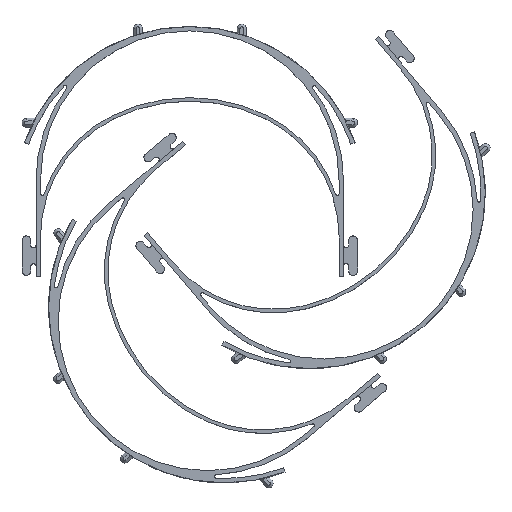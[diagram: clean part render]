
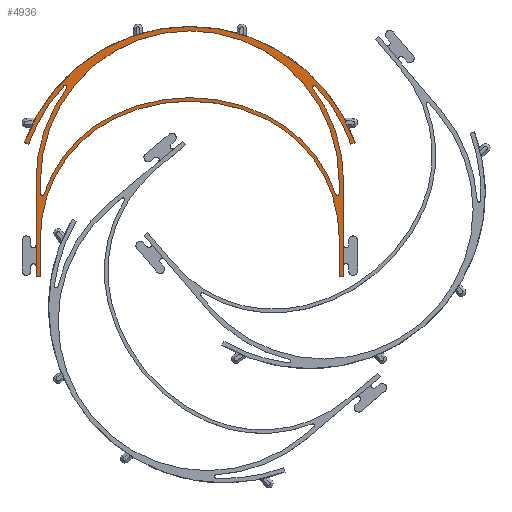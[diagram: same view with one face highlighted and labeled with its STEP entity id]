
A CAD part, top view. The second image highlights one B-rep face of the part: STEP entity #4936.
In plain terms, the highlighted planar face has unit normal (0, 0, 1).
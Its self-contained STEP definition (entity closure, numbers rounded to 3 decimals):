
#58=FACE_BOUND('',#790,.T.);
#508=FACE_OUTER_BOUND('',#789,.T.);
#789=EDGE_LOOP('',(#4479,#4480,#4481,#4482,#4483,#4484,#4485,#4486,#4487,
#4488,#4489,#4490,#4491,#4492,#4493,#4494,#4495,#4496));
#790=EDGE_LOOP('',(#4497,#4498,#4499,#4500,#4501,#4502,#4503,#4504));
#951=CIRCLE('',#5386,1.);
#952=CIRCLE('',#5388,97.5);
#953=CIRCLE('',#5391,100.);
#958=CIRCLE('',#5414,97.5);
#959=CIRCLE('',#5416,1.);
#960=CIRCLE('',#5418,87.5);
#961=CIRCLE('',#5421,1.);
#974=CIRCLE('',#5487,87.5);
#975=CIRCLE('',#5490,77.);
#976=CIRCLE('',#5492,99.5);
#977=CIRCLE('',#5494,77.);
#978=CIRCLE('',#5498,75.);
#979=CIRCLE('',#5500,97.5);
#980=CIRCLE('',#5502,75.);
#981=CIRCLE('',#5506,1.);
#982=CIRCLE('',#5509,85.);
#1324=LINE('',#8246,#1762);
#1335=LINE('',#8306,#1773);
#1340=LINE('',#8323,#1778);
#1401=LINE('',#8484,#1839);
#1406=LINE('',#8500,#1844);
#1408=LINE('',#8504,#1846);
#1413=LINE('',#8520,#1851);
#1415=LINE('',#8523,#1853);
#1417=LINE('',#8530,#1855);
#1420=LINE('',#8537,#1858);
#1762=VECTOR('',#6730,10.);
#1773=VECTOR('',#6787,10.);
#1778=VECTOR('',#6806,10.);
#1839=VECTOR('',#7005,10.);
#1844=VECTOR('',#7024,10.);
#1846=VECTOR('',#7028,10.);
#1851=VECTOR('',#7047,10.);
#1853=VECTOR('',#7051,10.);
#1855=VECTOR('',#7059,10.);
#1858=VECTOR('',#7068,10.);
#2249=VERTEX_POINT('',#8235);
#2250=VERTEX_POINT('',#8236);
#2251=VERTEX_POINT('',#8241);
#2252=VERTEX_POINT('',#8245);
#2253=VERTEX_POINT('',#8249);
#2278=VERTEX_POINT('',#8305);
#2279=VERTEX_POINT('',#8309);
#2280=VERTEX_POINT('',#8313);
#2281=VERTEX_POINT('',#8317);
#2282=VERTEX_POINT('',#8321);
#2283=VERTEX_POINT('',#8322);
#2285=VERTEX_POINT('',#8330);
#2286=VERTEX_POINT('',#8331);
#2314=VERTEX_POINT('',#8483);
#2315=VERTEX_POINT('',#8487);
#2316=VERTEX_POINT('',#8491);
#2317=VERTEX_POINT('',#8495);
#2318=VERTEX_POINT('',#8499);
#2319=VERTEX_POINT('',#8503);
#2320=VERTEX_POINT('',#8507);
#2321=VERTEX_POINT('',#8511);
#2322=VERTEX_POINT('',#8515);
#2323=VERTEX_POINT('',#8519);
#2324=VERTEX_POINT('',#8525);
#2325=VERTEX_POINT('',#8529);
#2326=VERTEX_POINT('',#8533);
#2901=EDGE_CURVE('',#2249,#2250,#951,.T.);
#2904=EDGE_CURVE('',#2251,#2249,#952,.T.);
#2906=EDGE_CURVE('',#2252,#2251,#1324,.T.);
#2908=EDGE_CURVE('',#2253,#2252,#953,.T.);
#2938=EDGE_CURVE('',#2278,#2253,#1335,.T.);
#2940=EDGE_CURVE('',#2279,#2278,#958,.T.);
#2942=EDGE_CURVE('',#2280,#2279,#959,.T.);
#2944=EDGE_CURVE('',#2281,#2280,#960,.T.);
#2946=EDGE_CURVE('',#2282,#2283,#1340,.T.);
#2951=EDGE_CURVE('',#2285,#2286,#961,.T.);
#3024=EDGE_CURVE('',#2250,#2282,#974,.T.);
#3025=EDGE_CURVE('',#2314,#2281,#1401,.T.);
#3027=EDGE_CURVE('',#2286,#2315,#975,.T.);
#3029=EDGE_CURVE('',#2315,#2316,#976,.T.);
#3031=EDGE_CURVE('',#2316,#2317,#977,.T.);
#3033=EDGE_CURVE('',#2283,#2318,#1406,.T.);
#3035=EDGE_CURVE('',#2318,#2319,#1408,.T.);
#3037=EDGE_CURVE('',#2319,#2320,#978,.T.);
#3039=EDGE_CURVE('',#2320,#2321,#979,.T.);
#3041=EDGE_CURVE('',#2321,#2322,#980,.T.);
#3043=EDGE_CURVE('',#2322,#2323,#1413,.T.);
#3045=EDGE_CURVE('',#2323,#2314,#1415,.T.);
#3046=EDGE_CURVE('',#2317,#2324,#981,.T.);
#3048=EDGE_CURVE('',#2324,#2325,#1417,.T.);
#3050=EDGE_CURVE('',#2325,#2326,#982,.T.);
#3052=EDGE_CURVE('',#2326,#2285,#1420,.T.);
#4479=ORIENTED_EDGE('',*,*,#3025,.T.);
#4480=ORIENTED_EDGE('',*,*,#2944,.T.);
#4481=ORIENTED_EDGE('',*,*,#2942,.T.);
#4482=ORIENTED_EDGE('',*,*,#2940,.T.);
#4483=ORIENTED_EDGE('',*,*,#2938,.T.);
#4484=ORIENTED_EDGE('',*,*,#2908,.T.);
#4485=ORIENTED_EDGE('',*,*,#2906,.T.);
#4486=ORIENTED_EDGE('',*,*,#2904,.T.);
#4487=ORIENTED_EDGE('',*,*,#2901,.T.);
#4488=ORIENTED_EDGE('',*,*,#3024,.T.);
#4489=ORIENTED_EDGE('',*,*,#2946,.T.);
#4490=ORIENTED_EDGE('',*,*,#3033,.T.);
#4491=ORIENTED_EDGE('',*,*,#3035,.T.);
#4492=ORIENTED_EDGE('',*,*,#3037,.T.);
#4493=ORIENTED_EDGE('',*,*,#3039,.T.);
#4494=ORIENTED_EDGE('',*,*,#3041,.T.);
#4495=ORIENTED_EDGE('',*,*,#3043,.T.);
#4496=ORIENTED_EDGE('',*,*,#3045,.T.);
#4497=ORIENTED_EDGE('',*,*,#3046,.T.);
#4498=ORIENTED_EDGE('',*,*,#3048,.T.);
#4499=ORIENTED_EDGE('',*,*,#3050,.T.);
#4500=ORIENTED_EDGE('',*,*,#3052,.T.);
#4501=ORIENTED_EDGE('',*,*,#2951,.T.);
#4502=ORIENTED_EDGE('',*,*,#3027,.T.);
#4503=ORIENTED_EDGE('',*,*,#3029,.T.);
#4504=ORIENTED_EDGE('',*,*,#3031,.T.);
#4666=PLANE('',#5511);
#4936=ADVANCED_FACE('',(#508,#58),#4666,.T.);
#5386=AXIS2_PLACEMENT_3D('',#8237,#6719,#6720);
#5388=AXIS2_PLACEMENT_3D('',#8242,#6725,#6726);
#5391=AXIS2_PLACEMENT_3D('',#8250,#6734,#6735);
#5414=AXIS2_PLACEMENT_3D('',#8310,#6791,#6792);
#5416=AXIS2_PLACEMENT_3D('',#8314,#6796,#6797);
#5418=AXIS2_PLACEMENT_3D('',#8318,#6801,#6802);
#5421=AXIS2_PLACEMENT_3D('',#8332,#6813,#6814);
#5487=AXIS2_PLACEMENT_3D('',#8481,#7001,#7002);
#5490=AXIS2_PLACEMENT_3D('',#8488,#7009,#7010);
#5492=AXIS2_PLACEMENT_3D('',#8492,#7014,#7015);
#5494=AXIS2_PLACEMENT_3D('',#8496,#7019,#7020);
#5498=AXIS2_PLACEMENT_3D('',#8508,#7032,#7033);
#5500=AXIS2_PLACEMENT_3D('',#8512,#7037,#7038);
#5502=AXIS2_PLACEMENT_3D('',#8516,#7042,#7043);
#5506=AXIS2_PLACEMENT_3D('',#8526,#7054,#7055);
#5509=AXIS2_PLACEMENT_3D('',#8534,#7063,#7064);
#5511=AXIS2_PLACEMENT_3D('',#8538,#7069,#7070);
#6719=DIRECTION('center_axis',(0.,0.,-1.));
#6720=DIRECTION('ref_axis',(0.801,-0.598,0.));
#6725=DIRECTION('center_axis',(0.,0.,-1.));
#6726=DIRECTION('ref_axis',(-0.928,0.373,0.));
#6730=DIRECTION('',(0.941,-0.339,0.));
#6734=DIRECTION('center_axis',(0.,0.,1.));
#6735=DIRECTION('ref_axis',(0.941,0.339,0.));
#6787=DIRECTION('',(0.941,0.339,0.));
#6791=DIRECTION('center_axis',(0.,0.,-1.));
#6792=DIRECTION('ref_axis',(0.928,0.373,0.));
#6796=DIRECTION('center_axis',(0.,0.,-1.));
#6797=DIRECTION('ref_axis',(0.735,0.678,0.));
#6801=DIRECTION('center_axis',(0.,0.,1.));
#6802=DIRECTION('ref_axis',(1.,0.,0.));
#6806=DIRECTION('',(0.,-1.,0.));
#6813=DIRECTION('center_axis',(0.,0.,-1.));
#6814=DIRECTION('ref_axis',(-0.949,-0.316,0.));
#7001=DIRECTION('center_axis',(0.,0.,1.));
#7002=DIRECTION('ref_axis',(-0.801,0.598,0.));
#7005=DIRECTION('',(0.,1.,0.));
#7009=DIRECTION('center_axis',(0.,0.,1.));
#7010=DIRECTION('ref_axis',(0.949,0.316,0.));
#7014=DIRECTION('center_axis',(0.,0.,1.));
#7015=DIRECTION('ref_axis',(0.444,0.896,0.));
#7019=DIRECTION('center_axis',(0.,0.,1.));
#7020=DIRECTION('ref_axis',(-0.444,0.896,0.));
#7024=DIRECTION('',(1.,0.,0.));
#7028=DIRECTION('',(0.,1.,0.));
#7032=DIRECTION('center_axis',(0.,0.,-1.));
#7033=DIRECTION('ref_axis',(-0.444,0.896,0.));
#7037=DIRECTION('center_axis',(0.,0.,-1.));
#7038=DIRECTION('ref_axis',(0.444,0.896,0.));
#7042=DIRECTION('center_axis',(0.,0.,-1.));
#7043=DIRECTION('ref_axis',(1.,0.,0.));
#7047=DIRECTION('',(0.,-1.,0.));
#7051=DIRECTION('',(1.,0.,0.));
#7054=DIRECTION('center_axis',(0.,0.,-1.));
#7055=DIRECTION('ref_axis',(-1.,0.,0.));
#7059=DIRECTION('',(0.,1.,0.));
#7063=DIRECTION('center_axis',(0.,0.,-1.));
#7064=DIRECTION('ref_axis',(1.,0.,0.));
#7068=DIRECTION('',(0.,-1.,0.));
#7069=DIRECTION('center_axis',(0.,0.,1.));
#7070=DIRECTION('ref_axis',(1.,0.,0.));
#8235=CARTESIAN_POINT('',(-92.594,39.923,1.));
#8236=CARTESIAN_POINT('',(-91.058,38.646,1.));
#8237=CARTESIAN_POINT('Origin',(-91.859,39.245,1.));
#8241=CARTESIAN_POINT('',(-112.676,6.842,1.));
#8242=CARTESIAN_POINT('Origin',(-20.947,-26.205,1.));
#8245=CARTESIAN_POINT('',(-115.028,7.689,1.));
#8246=CARTESIAN_POINT('',(-71.497,-7.994,1.));
#8249=CARTESIAN_POINT('',(73.133,7.689,1.));
#8250=CARTESIAN_POINT('Origin',(-20.947,-26.205,1.));
#8305=CARTESIAN_POINT('',(70.781,6.842,1.));
#8306=CARTESIAN_POINT('',(30.778,-7.57,1.));
#8309=CARTESIAN_POINT('',(50.7,39.923,1.));
#8310=CARTESIAN_POINT('Origin',(-20.947,-26.205,1.));
#8313=CARTESIAN_POINT('',(49.164,38.646,1.));
#8314=CARTESIAN_POINT('Origin',(49.965,39.245,1.));
#8317=CARTESIAN_POINT('',(66.553,-13.705,1.));
#8318=CARTESIAN_POINT('Origin',(-20.947,-13.705,1.));
#8321=CARTESIAN_POINT('',(-108.447,-13.705,1.));
#8322=CARTESIAN_POINT('',(-108.447,-68.705,1.));
#8323=CARTESIAN_POINT('',(-108.447,-32.763,1.));
#8330=CARTESIAN_POINT('',(64.053,-21.392,1.));
#8331=CARTESIAN_POINT('',(62.104,-21.708,1.));
#8332=CARTESIAN_POINT('Origin',(63.053,-21.392,1.));
#8481=CARTESIAN_POINT('Origin',(-20.947,-13.705,1.));
#8483=CARTESIAN_POINT('',(66.553,-68.705,1.));
#8484=CARTESIAN_POINT('',(66.553,-5.263,1.));
#8487=CARTESIAN_POINT('',(23.275,22.927,1.));
#8488=CARTESIAN_POINT('Origin',(-10.947,-46.05,1.));
#8491=CARTESIAN_POINT('',(-65.169,22.927,1.));
#8492=CARTESIAN_POINT('Origin',(-20.947,-66.205,1.));
#8495=CARTESIAN_POINT('',(-103.998,-21.708,1.));
#8496=CARTESIAN_POINT('Origin',(-30.947,-46.05,1.));
#8499=CARTESIAN_POINT('',(-105.947,-68.705,1.));
#8500=CARTESIAN_POINT('',(-63.447,-68.705,1.));
#8503=CARTESIAN_POINT('',(-105.947,-46.05,1.));
#8504=CARTESIAN_POINT('',(-105.947,-21.435,1.));
#8507=CARTESIAN_POINT('',(-64.281,21.136,1.));
#8508=CARTESIAN_POINT('Origin',(-30.947,-46.05,1.));
#8511=CARTESIAN_POINT('',(22.386,21.136,1.));
#8512=CARTESIAN_POINT('Origin',(-20.947,-66.205,1.));
#8515=CARTESIAN_POINT('',(64.053,-46.05,1.));
#8516=CARTESIAN_POINT('Origin',(-10.947,-46.05,1.));
#8519=CARTESIAN_POINT('',(64.053,-68.705,1.));
#8520=CARTESIAN_POINT('',(64.053,-32.763,1.));
#8523=CARTESIAN_POINT('',(22.803,-68.705,1.));
#8525=CARTESIAN_POINT('',(-105.947,-21.392,1.));
#8526=CARTESIAN_POINT('Origin',(-104.947,-21.392,1.));
#8529=CARTESIAN_POINT('',(-105.947,-13.705,1.));
#8530=CARTESIAN_POINT('',(-105.947,-5.263,1.));
#8533=CARTESIAN_POINT('',(64.053,-13.705,1.));
#8534=CARTESIAN_POINT('Origin',(-20.947,-13.705,1.));
#8537=CARTESIAN_POINT('',(64.053,-9.106,1.));
#8538=CARTESIAN_POINT('Origin',(-20.947,3.18,1.));
